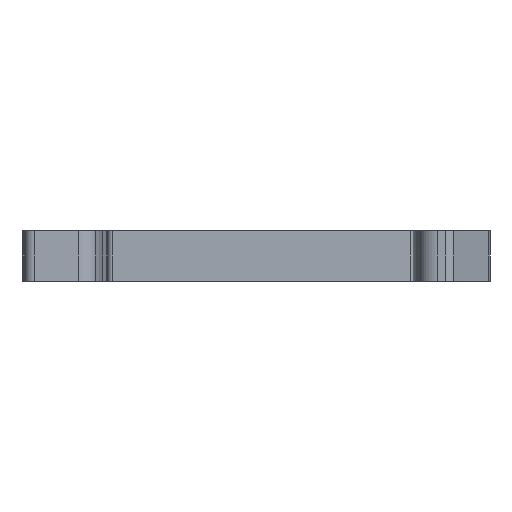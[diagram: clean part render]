
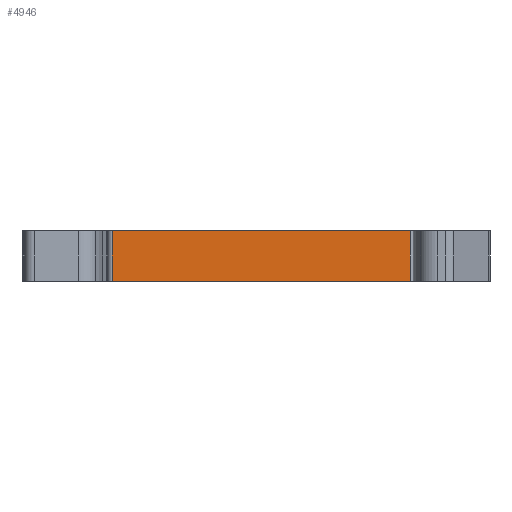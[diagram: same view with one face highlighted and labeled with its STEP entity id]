
A CAD part, front view. The second image highlights one B-rep face of the part: STEP entity #4946.
In plain terms, the highlighted planar face has unit normal (0, -1, 0).
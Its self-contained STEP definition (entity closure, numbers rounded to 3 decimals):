
#1036=DIRECTION('',(-1.,0.,0.));
#1037=VECTOR('',#1036,30.895);
#1038=CARTESIAN_POINT('',(450.78,4.332,5.2));
#1039=LINE('',#1038,#1037);
#1874=DIRECTION('',(0.,0.,-1.));
#1875=VECTOR('',#1874,5.2);
#1876=CARTESIAN_POINT('',(419.885,4.332,5.2));
#1877=LINE('',#1876,#1875);
#1878=DIRECTION('',(0.,0.,-1.));
#1879=VECTOR('',#1878,5.2);
#1880=CARTESIAN_POINT('',(450.78,4.332,5.2));
#1881=LINE('',#1880,#1879);
#1882=DIRECTION('',(-1.,0.,0.));
#1883=VECTOR('',#1882,30.895);
#1884=CARTESIAN_POINT('',(450.78,4.332,0.));
#1885=LINE('',#1884,#1883);
#2644=CARTESIAN_POINT('',(419.885,4.332,0.));
#2645=VERTEX_POINT('',#2644);
#2646=CARTESIAN_POINT('',(450.78,4.332,0.));
#2647=VERTEX_POINT('',#2646);
#2984=CARTESIAN_POINT('',(450.78,4.332,5.2));
#2985=VERTEX_POINT('',#2984);
#2986=CARTESIAN_POINT('',(419.885,4.332,5.2));
#2987=VERTEX_POINT('',#2986);
#4934=CARTESIAN_POINT('',(419.885,4.332,0.));
#4935=DIRECTION('',(0.,-1.,0.));
#4936=DIRECTION('',(1.,0.,0.));
#4937=AXIS2_PLACEMENT_3D('',#4934,#4935,#4936);
#4938=PLANE('',#4937);
#4940=ORIENTED_EDGE('',*,*,#4939,.T.);
#4941=ORIENTED_EDGE('',*,*,#3429,.T.);
#4942=ORIENTED_EDGE('',*,*,#4929,.F.);
#4943=ORIENTED_EDGE('',*,*,#3750,.F.);
#4944=EDGE_LOOP('',(#4940,#4941,#4942,#4943));
#4945=FACE_OUTER_BOUND('',#4944,.F.);
#3429=EDGE_CURVE('',#2647,#2645,#1885,.T.);
#3750=EDGE_CURVE('',#2985,#2987,#1039,.T.);
#4929=EDGE_CURVE('',#2987,#2645,#1877,.T.);
#4939=EDGE_CURVE('',#2985,#2647,#1881,.T.);
#4946=ADVANCED_FACE('',(#4945),#4938,.T.);
